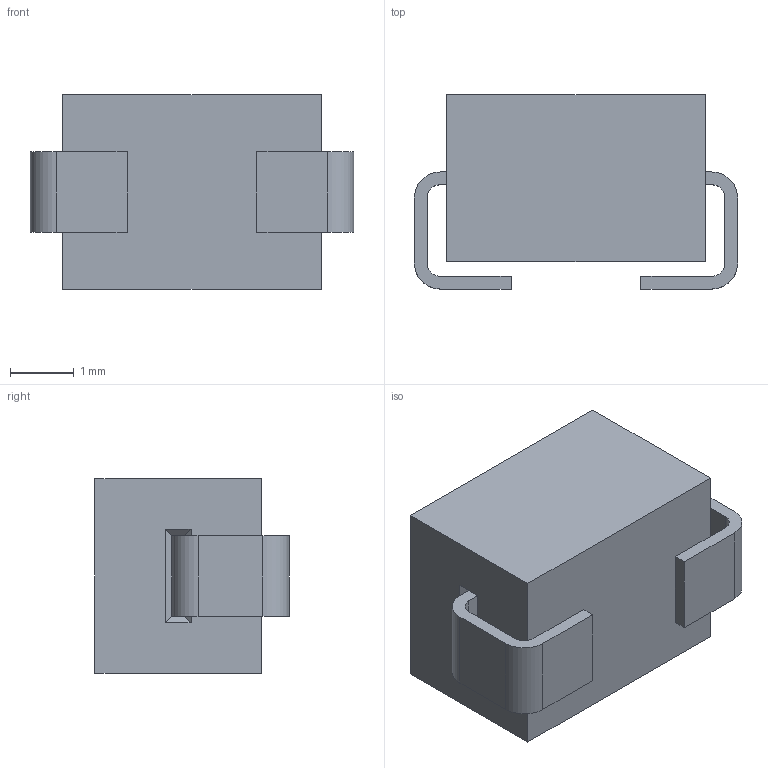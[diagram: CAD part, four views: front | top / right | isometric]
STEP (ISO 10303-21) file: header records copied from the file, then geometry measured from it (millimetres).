
FILE_DESCRIPTION (( 'STEP AP214' ), '1' );
FILE_NAME ('28F0121-0SR-10.STEP', '2021-04-28T21:01:41', ( '' ), ( '' ), 'SwSTEP 2.0', 'SolidWorks 2017', '' );
FILE_SCHEMA (( 'AUTOMOTIVE_DESIGN' ));
Length unit declared in the file: millimetre
Products named in the file (1): 28F0121-0SR-10
Bounding box: 5.08 x 3.05 x 3.05 mm (x, y, z)
Volume: 34 mm3; surface area: 104.4 mm2
Topology: 2 solids, 2 shells, 40 faces, 100 edges, 64 vertices
Faces by surface type: plane 32, cylinder 8
Entity records: 1223 total; most frequent: CARTESIAN_POINT 205, ORIENTED_EDGE 200, DIRECTION 198, EDGE_CURVE 100, VECTOR 84, LINE 84, VERTEX_POINT 64, AXIS2_PLACEMENT_3D 57
